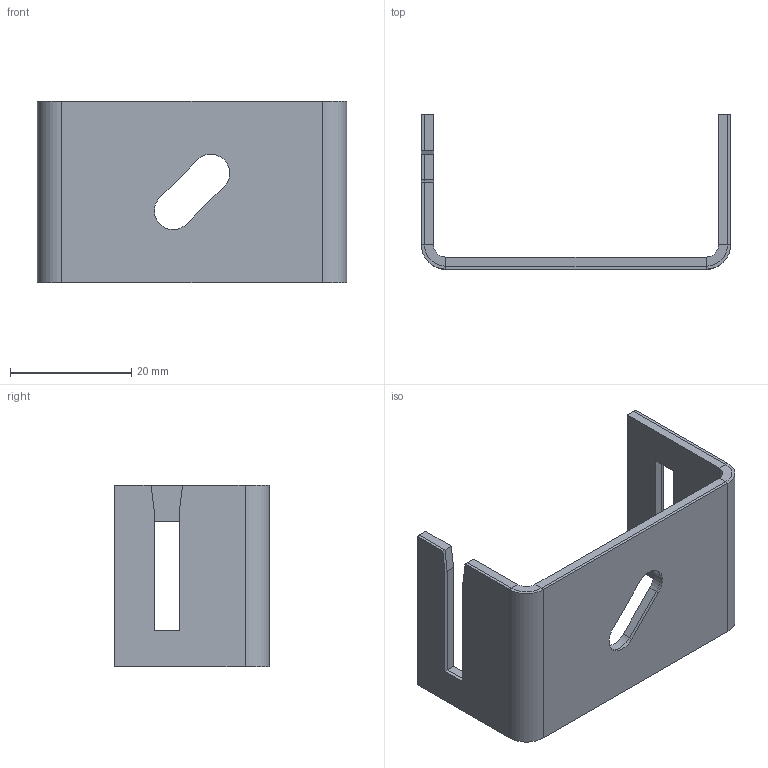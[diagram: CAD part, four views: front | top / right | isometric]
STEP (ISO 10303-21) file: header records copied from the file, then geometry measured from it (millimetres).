
FILE_DESCRIPTION (( 'STEP AP203' ), '1' );
FILE_NAME ('2601 Äåðæàòåëü ïîëîñû ïðèêðó÷èâàåìûé, Â - 40 (ìì), òîëùèíà ïîëîñû G äî 4 (ìì).STEP', '2024-03-05T13:49:15', ( '' ), ( '' ), 'SwSTEP 2.0', 'SolidWorks 2022', '' );
FILE_SCHEMA (( 'CONFIG_CONTROL_DESIGN' ));
Length unit declared in the file: millimetre
Products named in the file (4): 2601.001-01 Держатель полосы; 2601 Держатель полосы прикручиваемый, В - 40 (мм), толщина полосы G до 4 (мм); 2601.001 Держатель полосы; 2601.001-02 Держатель полосы
Assembly tree (3 placements, depth 2):
  2601 Держатель полосы прикручиваемый, В - 40 (мм), толщина полосы G до 4 (мм)
    2601.001 Держатель полосы
    2601.001-01 Держатель полосы
    2601.001-02 Держатель полосы
Bounding box: 51 x 25.5 x 30 mm (x, y, z)
Volume: 14112.8 mm3; surface area: 17486.2 mm2
Topology: 3 solids, 3 shells, 117 faces, 285 edges, 174 vertices
Faces by surface type: plane 96, cylinder 21
Entity records: 3763 total; most frequent: CARTESIAN_POINT 582, DIRECTION 573, ORIENTED_EDGE 570, EDGE_CURVE 285, VECTOR 243, LINE 243, VERTEX_POINT 174, AXIS2_PLACEMENT_3D 165
